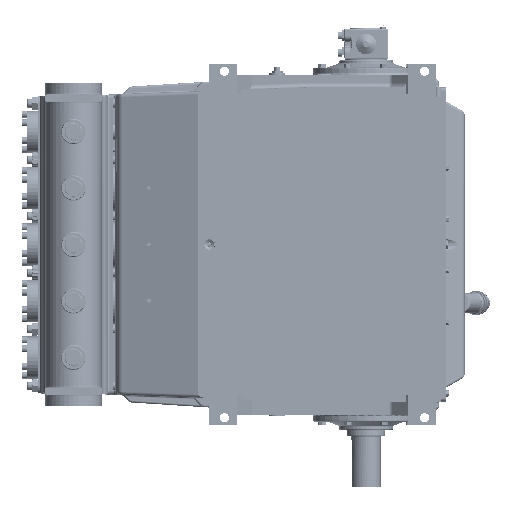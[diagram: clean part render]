
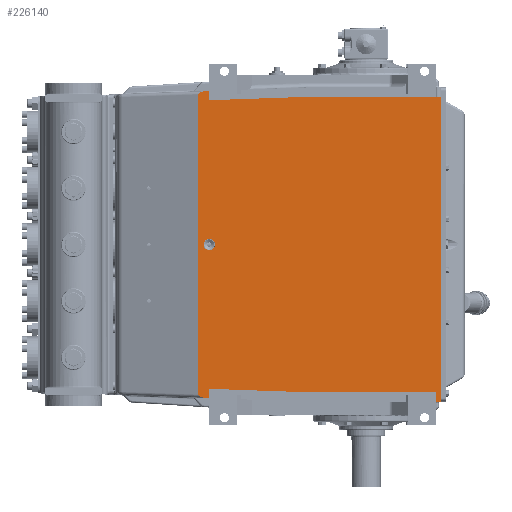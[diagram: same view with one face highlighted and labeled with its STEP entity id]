
A CAD part, front view. The second image highlights one B-rep face of the part: STEP entity #226140.
In plain terms, the highlighted planar face has unit normal (0, -1, 0).
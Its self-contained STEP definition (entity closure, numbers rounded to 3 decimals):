
#1018 = FACE_BOUND ( 'NONE', #273800, .T. ) ;
#2086 = CARTESIAN_POINT ( 'NONE',  ( -26.914, -6.083, -29.401 ) ) ;
#3180 = ORIENTED_EDGE ( 'NONE', *, *, #288080, .T. ) ;
#3551 = VECTOR ( 'NONE', #118114, 39.37 ) ;
#3575 = CARTESIAN_POINT ( 'NONE',  ( 13.952, -6.083, 20.649 ) ) ;
#3988 = VERTEX_POINT ( 'NONE', #90339 ) ;
#4367 = EDGE_CURVE ( 'NONE', #79823, #226312, #238643, .T. ) ;
#6367 = CARTESIAN_POINT ( 'NONE',  ( -25.024, -6.083, 20.066 ) ) ;
#6977 = CARTESIAN_POINT ( 'NONE',  ( -25.024, -6.083, 21.641 ) ) ;
#10637 = DIRECTION ( 'NONE',  ( 0., 0., -1. ) ) ;
#13430 = EDGE_CURVE ( 'NONE', #226312, #93393, #167298, .T. ) ;
#14895 = DIRECTION ( 'NONE',  ( 0., 0., 1. ) ) ;
#15718 = CARTESIAN_POINT ( 'NONE',  ( -8.304, -6.083, -29.059 ) ) ;
#18619 = EDGE_CURVE ( 'NONE', #288432, #3988, #154610, .T. ) ;
#20105 = DIRECTION ( 'NONE',  ( 0., 0., -1. ) ) ;
#25253 = CARTESIAN_POINT ( 'NONE',  ( -25.208, -6.083, -30.045 ) ) ;
#33426 = CARTESIAN_POINT ( 'NONE',  ( -25.024, -6.083, -5.155 ) ) ;
#35844 = EDGE_CURVE ( 'NONE', #289128, #124100, #153192, .T. ) ;
#38810 = ORIENTED_EDGE ( 'NONE', *, *, #18619, .T. ) ;
#43244 = CARTESIAN_POINT ( 'NONE',  ( -8.304, -6.083, 20.649 ) ) ;
#44698 = ORIENTED_EDGE ( 'NONE', *, *, #276514, .T. ) ;
#47279 = VERTEX_POINT ( 'NONE', #296356 ) ;
#56367 = LINE ( 'NONE', #291364, #294690 ) ;
#57235 = CARTESIAN_POINT ( 'NONE',  ( 13.165, -6.083, -30.634 ) ) ;
#57777 = VERTEX_POINT ( 'NONE', #57235 ) ;
#59056 = CARTESIAN_POINT ( 'NONE',  ( -25.024, -6.083, 21.641 ) ) ;
#59328 = ORIENTED_EDGE ( 'NONE', *, *, #103757, .F. ) ;
#60278 = CARTESIAN_POINT ( 'NONE',  ( 13.952, -6.083, 22.224 ) ) ;
#66982 = CARTESIAN_POINT ( 'NONE',  ( 1.354, -6.083, 22.224 ) ) ;
#67771 = VECTOR ( 'NONE', #182342, 39.37 ) ;
#68980 = VECTOR ( 'NONE', #220375, 39.37 ) ;
#69315 = EDGE_CURVE ( 'NONE', #127410, #293067, #202842, .T. ) ;
#70642 = CARTESIAN_POINT ( 'NONE',  ( -26.914, -6.083, -29.744 ) ) ;
#77686 = VECTOR ( 'NONE', #86069, 39.37 ) ;
#79823 = VERTEX_POINT ( 'NONE', #6977 ) ;
#79987 = EDGE_CURVE ( 'NONE', #293067, #107874, #56367, .T. ) ;
#80091 = DIRECTION ( 'NONE',  ( 1., 0., 0. ) ) ;
#81266 = EDGE_CURVE ( 'NONE', #79823, #289128, #276098, .T. ) ;
#85508 = ORIENTED_EDGE ( 'NONE', *, *, #35844, .T. ) ;
#86069 = DIRECTION ( 'NONE',  ( 0., 0., -1. ) ) ;
#89625 = DIRECTION ( 'NONE',  ( 0.999, 0., 0.035 ) ) ;
#90162 = DIRECTION ( 'NONE',  ( 0., 1., 0. ) ) ;
#90339 = CARTESIAN_POINT ( 'NONE',  ( 13.165, -6.083, -29.059 ) ) ;
#93393 = VERTEX_POINT ( 'NONE', #128502 ) ;
#93871 = CARTESIAN_POINT ( 'NONE',  ( -26.21, -6.083, -30.01 ) ) ;
#99183 = CARTESIAN_POINT ( 'NONE',  ( -25.208, -6.083, 21.635 ) ) ;
#101709 = DIRECTION ( 'NONE',  ( 1., 0., 0. ) ) ;
#103757 = EDGE_CURVE ( 'NONE', #157512, #268192, #149909, .T. ) ;
#105920 = VECTOR ( 'NONE', #89625, 39.37 ) ;
#107874 = VERTEX_POINT ( 'NONE', #145060 ) ;
#111166 = CARTESIAN_POINT ( 'NONE',  ( -3.594, -6.083, 20.649 ) ) ;
#112340 = ORIENTED_EDGE ( 'NONE', *, *, #81266, .T. ) ;
#113140 = ORIENTED_EDGE ( 'NONE', *, *, #4367, .F. ) ;
#114048 = LINE ( 'NONE', #273403, #229429 ) ;
#117707 = ORIENTED_EDGE ( 'NONE', *, *, #231542, .T. ) ;
#118114 = DIRECTION ( 'NONE',  ( 1., 0., 0. ) ) ;
#120098 = VECTOR ( 'NONE', #154940, 39.37 ) ;
#122422 = CARTESIAN_POINT ( 'NONE',  ( -26.914, -6.083, 20.992 ) ) ;
#124100 = VERTEX_POINT ( 'NONE', #132614 ) ;
#126735 = DIRECTION ( 'NONE',  ( 0., -1., 0. ) ) ;
#127410 = VERTEX_POINT ( 'NONE', #2086 ) ;
#128502 = CARTESIAN_POINT ( 'NONE',  ( -8.304, -6.083, 20.649 ) ) ;
#129177 = LINE ( 'NONE', #159092, #67771 ) ;
#129703 = AXIS2_PLACEMENT_3D ( 'NONE', #66982, #90162, #251628 ) ;
#132614 = CARTESIAN_POINT ( 'NONE',  ( -26.914, -6.083, 20.992 ) ) ;
#134393 = CARTESIAN_POINT ( 'NONE',  ( 13.952, -6.083, -30.634 ) ) ;
#139141 = LINE ( 'NONE', #269776, #77686 ) ;
#141321 = EDGE_LOOP ( 'NONE', ( #44698, #156212, #221807, #257734, #113140, #112340, #85508, #220093, #160521, #210900, #117707, #148825, #38810, #3180 ) ) ;
#141660 = LINE ( 'NONE', #60278, #195717 ) ;
#141680 = CARTESIAN_POINT ( 'NONE',  ( -25.208, -6.083, -30.045 ) ) ;
#145060 = CARTESIAN_POINT ( 'NONE',  ( -25.024, -6.083, -30.051 ) ) ;
#148705 = AXIS2_PLACEMENT_3D ( 'NONE', #265007, #126735, #288171 ) ;
#148825 = ORIENTED_EDGE ( 'NONE', *, *, #213383, .T. ) ;
#148870 = DIRECTION ( 'NONE',  ( 0., -1., 0. ) ) ;
#149909 = CIRCLE ( 'NONE', #211173, 0.95 ) ;
#153192 =( BOUNDED_CURVE ( )  B_SPLINE_CURVE ( 3, ( #99183, #237358, #260646, #122422 ),
 .UNSPECIFIED., .F., .F. ) 
 B_SPLINE_CURVE_WITH_KNOTS ( ( 4, 4 ),
 ( 4.712, 6.271 ),
 .UNSPECIFIED. ) 
 CURVE ( )  GEOMETRIC_REPRESENTATION_ITEM ( )  RATIONAL_B_SPLINE_CURVE ( ( 1., 0.808, 0.808, 1. ) ) 
 REPRESENTATION_ITEM ( '' )  );
#153351 = VECTOR ( 'NONE', #249126, 39.37 ) ;
#154138 = DIRECTION ( 'NONE',  ( 0.999, 0., -0.035 ) ) ;
#154610 = LINE ( 'NONE', #238874, #270143 ) ;
#154940 = DIRECTION ( 'NONE',  ( 0.999, 0., -0.035 ) ) ;
#156212 = ORIENTED_EDGE ( 'NONE', *, *, #267239, .T. ) ;
#157010 = CARTESIAN_POINT ( 'NONE',  ( -8.304, -6.083, -29.059 ) ) ;
#157512 = VERTEX_POINT ( 'NONE', #168799 ) ;
#159092 = CARTESIAN_POINT ( 'NONE',  ( -25.024, -6.083, -30.051 ) ) ;
#160521 = ORIENTED_EDGE ( 'NONE', *, *, #69315, .T. ) ;
#163481 = CARTESIAN_POINT ( 'NONE',  ( -26.914, -6.083, -29.401 ) ) ;
#167298 = LINE ( 'NONE', #43244, #105920 ) ;
#168081 = VECTOR ( 'NONE', #80091, 39.37 ) ;
#168799 = CARTESIAN_POINT ( 'NONE',  ( -25.024, -6.083, -3.255 ) ) ;
#172000 = CARTESIAN_POINT ( 'NONE',  ( 1.354, -6.083, -30.634 ) ) ;
#182342 = DIRECTION ( 'NONE',  ( 0., 0., 1. ) ) ;
#185167 = FACE_OUTER_BOUND ( 'NONE', #141321, .T. ) ;
#192469 = VERTEX_POINT ( 'NONE', #134393 ) ;
#195717 = VECTOR ( 'NONE', #14895, 39.37 ) ;
#195858 = LINE ( 'NONE', #15718, #120098 ) ;
#202842 =( BOUNDED_CURVE ( )  B_SPLINE_CURVE ( 3, ( #163481, #70642, #93871, #25253 ),
 .UNSPECIFIED., .F., .F. ) 
 B_SPLINE_CURVE_WITH_KNOTS ( ( 4, 4 ),
 ( 3.154, 4.712 ),
 .UNSPECIFIED. ) 
 CURVE ( )  GEOMETRIC_REPRESENTATION_ITEM ( )  RATIONAL_B_SPLINE_CURVE ( ( 1., 0.808, 0.808, 1. ) ) 
 REPRESENTATION_ITEM ( '' )  );
#204235 = PLANE ( 'NONE',  #129703 ) ;
#207564 = EDGE_CURVE ( 'NONE', #93393, #283189, #234501, .T. ) ;
#210900 = ORIENTED_EDGE ( 'NONE', *, *, #79987, .T. ) ;
#211173 = AXIS2_PLACEMENT_3D ( 'NONE', #287113, #148870, #10637 ) ;
#213383 = EDGE_CURVE ( 'NONE', #47279, #288432, #195858, .T. ) ;
#220093 = ORIENTED_EDGE ( 'NONE', *, *, #276664, .T. ) ;
#220375 = DIRECTION ( 'NONE',  ( 0., 0., -1. ) ) ;
#221807 = ORIENTED_EDGE ( 'NONE', *, *, #207564, .F. ) ;
#225870 = CARTESIAN_POINT ( 'NONE',  ( 1.342, -6.083, 22.562 ) ) ;
#226140 = ADVANCED_FACE ( 'NONE', ( #1018, #185167 ), #204235, .F. ) ;
#226312 = VERTEX_POINT ( 'NONE', #6367 ) ;
#229429 = VECTOR ( 'NONE', #20105, 39.37 ) ;
#231542 = EDGE_CURVE ( 'NONE', #107874, #47279, #129177, .T. ) ;
#233164 = ORIENTED_EDGE ( 'NONE', *, *, #253567, .F. ) ;
#234161 = CIRCLE ( 'NONE', #148705, 0.95 ) ;
#234501 = LINE ( 'NONE', #111166, #3551 ) ;
#236613 = LINE ( 'NONE', #172000, #168081 ) ;
#237358 = CARTESIAN_POINT ( 'NONE',  ( -26.21, -6.083, 21.6 ) ) ;
#238643 = LINE ( 'NONE', #59056, #68980 ) ;
#238874 = CARTESIAN_POINT ( 'NONE',  ( -3.594, -6.083, -29.059 ) ) ;
#249126 = DIRECTION ( 'NONE',  ( -0.999, 0., -0.035 ) ) ;
#251628 = DIRECTION ( 'NONE',  ( 0., 0., 1. ) ) ;
#253567 = EDGE_CURVE ( 'NONE', #268192, #157512, #234161, .T. ) ;
#257734 = ORIENTED_EDGE ( 'NONE', *, *, #13430, .F. ) ;
#260646 = CARTESIAN_POINT ( 'NONE',  ( -26.914, -6.083, 21.334 ) ) ;
#265007 = CARTESIAN_POINT ( 'NONE',  ( -25.024, -6.083, -4.205 ) ) ;
#267239 = EDGE_CURVE ( 'NONE', #192469, #283189, #141660, .T. ) ;
#268192 = VERTEX_POINT ( 'NONE', #33426 ) ;
#269776 = CARTESIAN_POINT ( 'NONE',  ( -26.914, -6.083, 22.224 ) ) ;
#270143 = VECTOR ( 'NONE', #101709, 39.37 ) ;
#273403 = CARTESIAN_POINT ( 'NONE',  ( 13.165, -6.083, -30.634 ) ) ;
#273800 = EDGE_LOOP ( 'NONE', ( #233164, #59328 ) ) ;
#276098 = LINE ( 'NONE', #225870, #153351 ) ;
#276514 = EDGE_CURVE ( 'NONE', #57777, #192469, #236613, .T. ) ;
#276664 = EDGE_CURVE ( 'NONE', #124100, #127410, #139141, .T. ) ;
#283189 = VERTEX_POINT ( 'NONE', #3575 ) ;
#287113 = CARTESIAN_POINT ( 'NONE',  ( -25.024, -6.083, -4.205 ) ) ;
#288080 = EDGE_CURVE ( 'NONE', #3988, #57777, #114048, .T. ) ;
#288171 = DIRECTION ( 'NONE',  ( 0., 0., -1. ) ) ;
#288432 = VERTEX_POINT ( 'NONE', #157010 ) ;
#289128 = VERTEX_POINT ( 'NONE', #293546 ) ;
#291364 = CARTESIAN_POINT ( 'NONE',  ( -0.502, -6.083, -30.907 ) ) ;
#293067 = VERTEX_POINT ( 'NONE', #141680 ) ;
#293546 = CARTESIAN_POINT ( 'NONE',  ( -25.208, -6.083, 21.635 ) ) ;
#294690 = VECTOR ( 'NONE', #154138, 39.37 ) ;
#296356 = CARTESIAN_POINT ( 'NONE',  ( -25.024, -6.083, -28.475 ) ) ;
